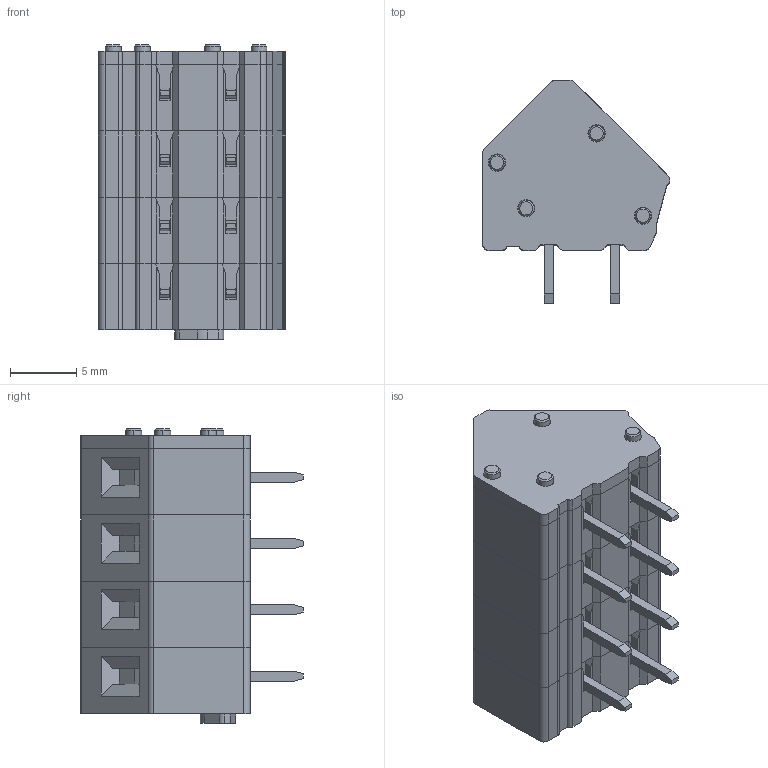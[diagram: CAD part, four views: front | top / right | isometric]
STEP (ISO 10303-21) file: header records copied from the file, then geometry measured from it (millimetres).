
FILE_DESCRIPTION (( 'STEP AP214' ), '1' );
FILE_NAME ('CUI_DEVICES_TBL007A-500-04GY.step', '2019-11-17T16:47:36', ( '' ), ( '' ), 'SwSTEP 2.0', 'SolidWorks 2019', '' );
FILE_SCHEMA (( 'AUTOMOTIVE_DESIGN' ));
Length unit declared in the file: millimetre
Products named in the file (1): CUI_DEVICES_TBL007A-500-04GY
Bounding box: 14.1 x 16.8 x 22.2 mm (x, y, z)
Volume: 2397.7 mm3; surface area: 3132.1 mm2
Topology: 5 solids, 5 shells, 722 faces, 1982 edges, 1314 vertices
Faces by surface type: plane 390, cylinder 240, cone 92
Entity records: 23886 total; most frequent: DIRECTION 4066, CARTESIAN_POINT 4031, ORIENTED_EDGE 3956, EDGE_CURVE 1978, AXIS2_PLACEMENT_3D 1369, VECTOR 1328, LINE 1328, VERTEX_POINT 1314
